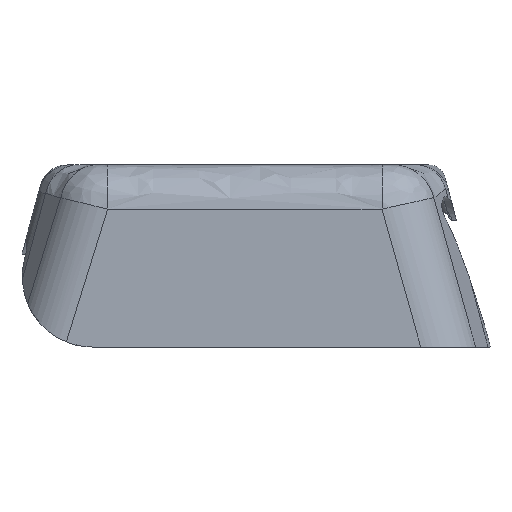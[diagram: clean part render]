
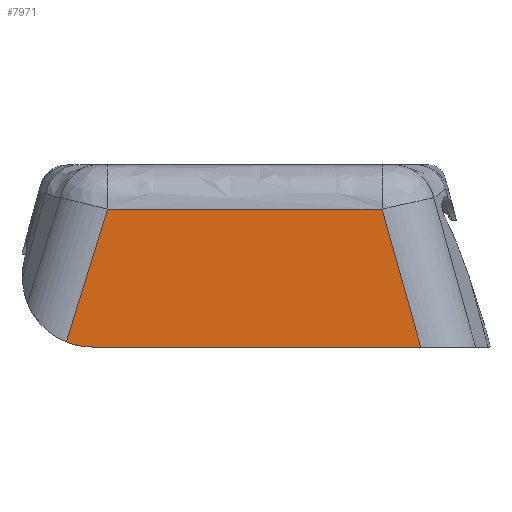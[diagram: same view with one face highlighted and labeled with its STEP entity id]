
A CAD part, front view. The second image highlights one B-rep face of the part: STEP entity #7971.
In plain terms, the highlighted planar face has unit normal (0, -1, 0).
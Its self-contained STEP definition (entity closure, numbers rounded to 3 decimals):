
#121 = DIRECTION ( 'NONE',  ( 0., -1., 0. ) ) ;
#1548 = CARTESIAN_POINT ( 'NONE',  ( 7.052, -16.121, -11.485 ) ) ;
#2312 = VERTEX_POINT ( 'NONE', #15978 ) ;
#3598 = ORIENTED_EDGE ( 'NONE', *, *, #10844, .F. ) ;
#4616 = LINE ( 'NONE', #8737, #13463 ) ;
#4714 = VERTEX_POINT ( 'NONE', #16186 ) ;
#4740 = DIRECTION ( 'NONE',  ( 1., 0., 0. ) ) ;
#5148 = LINE ( 'NONE', #9959, #17007 ) ;
#6375 = DIRECTION ( 'NONE',  ( 0., 1., 0. ) ) ;
#6420 = CARTESIAN_POINT ( 'NONE',  ( 66.025, -16.121, -29.3 ) ) ;
#6523 = EDGE_CURVE ( 'NONE', #15420, #7319, #4616, .T. ) ;
#6681 = CARTESIAN_POINT ( 'NONE',  ( 59.007, -16.121, -4.3 ) ) ;
#6791 = DIRECTION ( 'NONE',  ( 0., 0., -1. ) ) ;
#7319 = VERTEX_POINT ( 'NONE', #6420 ) ;
#7733 = AXIS2_PLACEMENT_3D ( 'NONE', #14833, #121, #6791 ) ;
#7971 = ADVANCED_FACE ( 'NONE', ( #12588 ), #8125, .T. ) ;
#8125 = PLANE ( 'NONE',  #7733 ) ;
#8169 = DIRECTION ( 'NONE',  ( -0.296, 0., -0.955 ) ) ;
#8191 = B_SPLINE_CURVE_WITH_KNOTS ( 'NONE', 3,
 ( #16026, #17352, #13404, #9342 ),
 .UNSPECIFIED., .F., .F.,
 ( 4, 4 ),
 ( -0.055, -0.005 ),
 .UNSPECIFIED. ) ;
#8373 = EDGE_CURVE ( 'NONE', #2312, #4714, #11312, .T. ) ;
#8737 = CARTESIAN_POINT ( 'NONE',  ( 64.482, -16.121, -29.3 ) ) ;
#9097 = ORIENTED_EDGE ( 'NONE', *, *, #11581, .T. ) ;
#9342 = CARTESIAN_POINT ( 'NONE',  ( 9.281, -16.121, -4.3 ) ) ;
#9870 = CARTESIAN_POINT ( 'NONE',  ( 6.585, -16.121, -29.3 ) ) ;
#9959 = CARTESIAN_POINT ( 'NONE',  ( 65.912, -16.121, -28.899 ) ) ;
#9974 = ORIENTED_EDGE ( 'NONE', *, *, #12331, .T. ) ;
#10423 = VERTEX_POINT ( 'NONE', #6681 ) ;
#10844 = EDGE_CURVE ( 'NONE', #15420, #4714, #16314, .T. ) ;
#10981 = ORIENTED_EDGE ( 'NONE', *, *, #8373, .T. ) ;
#11056 = ORIENTED_EDGE ( 'NONE', *, *, #6523, .T. ) ;
#11312 = LINE ( 'NONE', #1548, #12998 ) ;
#11581 = EDGE_CURVE ( 'NONE', #10423, #2312, #8191, .T. ) ;
#11679 = DIRECTION ( 'NONE',  ( 0., 0., -1. ) ) ;
#11826 = EDGE_LOOP ( 'NONE', ( #3598, #11056, #9974, #9097, #10981 ) ) ;
#11848 = CARTESIAN_POINT ( 'NONE',  ( 6.585, -16.121, -16.54 ) ) ;
#11983 = AXIS2_PLACEMENT_3D ( 'NONE', #11848, #6375, #11679 ) ;
#12331 = EDGE_CURVE ( 'NONE', #7319, #10423, #5148, .T. ) ;
#12588 = FACE_OUTER_BOUND ( 'NONE', #11826, .T. ) ;
#12998 = VECTOR ( 'NONE', #8169, 1000. ) ;
#13404 = CARTESIAN_POINT ( 'NONE',  ( 25.856, -16.121, -4.3 ) ) ;
#13463 = VECTOR ( 'NONE', #4740, 1000. ) ;
#14194 = DIRECTION ( 'NONE',  ( -0.27, 0., 0.963 ) ) ;
#14833 = CARTESIAN_POINT ( 'NONE',  ( 64.482, -16.121, -29.3 ) ) ;
#15420 = VERTEX_POINT ( 'NONE', #9870 ) ;
#15978 = CARTESIAN_POINT ( 'NONE',  ( 9.281, -16.121, -4.3 ) ) ;
#16026 = CARTESIAN_POINT ( 'NONE',  ( 59.007, -16.121, -4.3 ) ) ;
#16186 = CARTESIAN_POINT ( 'NONE',  ( 1.813, -16.121, -28.374 ) ) ;
#16314 = CIRCLE ( 'NONE', #11983, 12.76 ) ;
#17007 = VECTOR ( 'NONE', #14194, 1000. ) ;
#17352 = CARTESIAN_POINT ( 'NONE',  ( 42.431, -16.121, -4.3 ) ) ;
